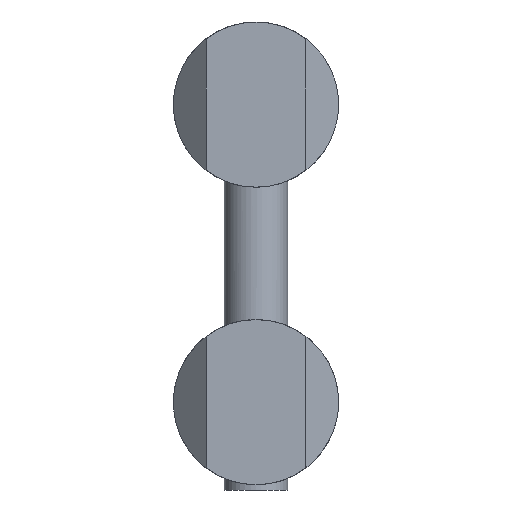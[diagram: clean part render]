
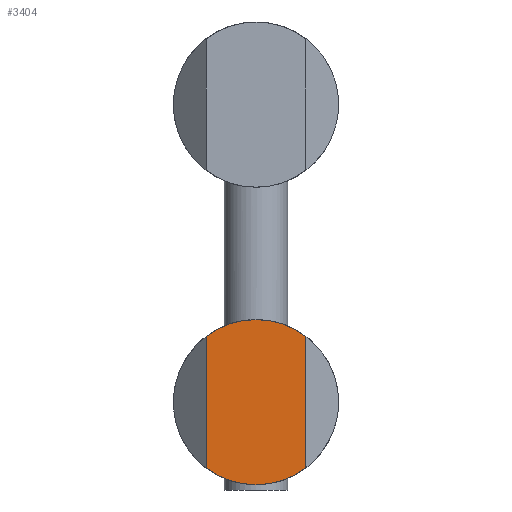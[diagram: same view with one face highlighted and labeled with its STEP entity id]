
A CAD part, front view. The second image highlights one B-rep face of the part: STEP entity #3404.
In plain terms, the highlighted planar face has unit normal (0, -1, 0).
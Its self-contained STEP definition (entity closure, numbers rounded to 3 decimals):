
#30 = FACE_OUTER_BOUND ( 'NONE', #2064, .T. ) ;
#49 = PLANE ( 'NONE',  #1812 ) ;
#136 = AXIS2_PLACEMENT_3D ( 'NONE', #1713, #3336, #3347 ) ;
#155 = CARTESIAN_POINT ( 'NONE',  ( -4.75, 0., -34.55 ) ) ;
#222 = VERTEX_POINT ( 'NONE', #972 ) ;
#527 = CARTESIAN_POINT ( 'NONE',  ( 0., 0., -28.3 ) ) ;
#679 = VECTOR ( 'NONE', #1025, 1000. ) ;
#972 = CARTESIAN_POINT ( 'NONE',  ( 4.75, 0., -22.05 ) ) ;
#1025 = DIRECTION ( 'NONE',  ( 0., 0., -1. ) ) ;
#1056 = DIRECTION ( 'NONE',  ( 0., 1., 0. ) ) ;
#1080 = ORIENTED_EDGE ( 'NONE', *, *, #1565, .F. ) ;
#1090 = DIRECTION ( 'NONE',  ( 0., 0., -1. ) ) ;
#1140 = CARTESIAN_POINT ( 'NONE',  ( -4.75, 0., -12.6 ) ) ;
#1256 = ORIENTED_EDGE ( 'NONE', *, *, #2627, .T. ) ;
#1506 = CIRCLE ( 'NONE', #136, 7.85 ) ;
#1542 = LINE ( 'NONE', #2370, #679 ) ;
#1565 = EDGE_CURVE ( 'NONE', #222, #2223, #1542, .T. ) ;
#1566 = ORIENTED_EDGE ( 'NONE', *, *, #2136, .F. ) ;
#1636 = DIRECTION ( 'NONE',  ( -1., 0., 0. ) ) ;
#1647 = EDGE_CURVE ( 'NONE', #2223, #2134, #3426, .T. ) ;
#1673 = DIRECTION ( 'NONE',  ( -1., 0., 0. ) ) ;
#1713 = CARTESIAN_POINT ( 'NONE',  ( 0., 0., -28.3 ) ) ;
#1778 = CARTESIAN_POINT ( 'NONE',  ( 4.75, 0., -34.55 ) ) ;
#1812 = AXIS2_PLACEMENT_3D ( 'NONE', #1916, #2194, #1673 ) ;
#1911 = LINE ( 'NONE', #1140, #3376 ) ;
#1916 = CARTESIAN_POINT ( 'NONE',  ( 0., 0., -28.3 ) ) ;
#2064 = EDGE_LOOP ( 'NONE', ( #1566, #1256, #3113, #1080 ) ) ;
#2134 = VERTEX_POINT ( 'NONE', #155 ) ;
#2136 = EDGE_CURVE ( 'NONE', #2773, #222, #1506, .T. ) ;
#2194 = DIRECTION ( 'NONE',  ( 0., 1., 0. ) ) ;
#2223 = VERTEX_POINT ( 'NONE', #1778 ) ;
#2307 = CARTESIAN_POINT ( 'NONE',  ( -4.75, 0., -22.05 ) ) ;
#2370 = CARTESIAN_POINT ( 'NONE',  ( 4.75, 0., -12.6 ) ) ;
#2627 = EDGE_CURVE ( 'NONE', #2773, #2134, #1911, .T. ) ;
#2773 = VERTEX_POINT ( 'NONE', #2307 ) ;
#3113 = ORIENTED_EDGE ( 'NONE', *, *, #1647, .F. ) ;
#3336 = DIRECTION ( 'NONE',  ( 0., 1., 0. ) ) ;
#3347 = DIRECTION ( 'NONE',  ( -1., 0., 0. ) ) ;
#3364 = AXIS2_PLACEMENT_3D ( 'NONE', #527, #1056, #1636 ) ;
#3376 = VECTOR ( 'NONE', #1090, 1000. ) ;
#3404 = ADVANCED_FACE ( 'NONE', ( #30 ), #49, .F. ) ;
#3426 = CIRCLE ( 'NONE', #3364, 7.85 ) ;
